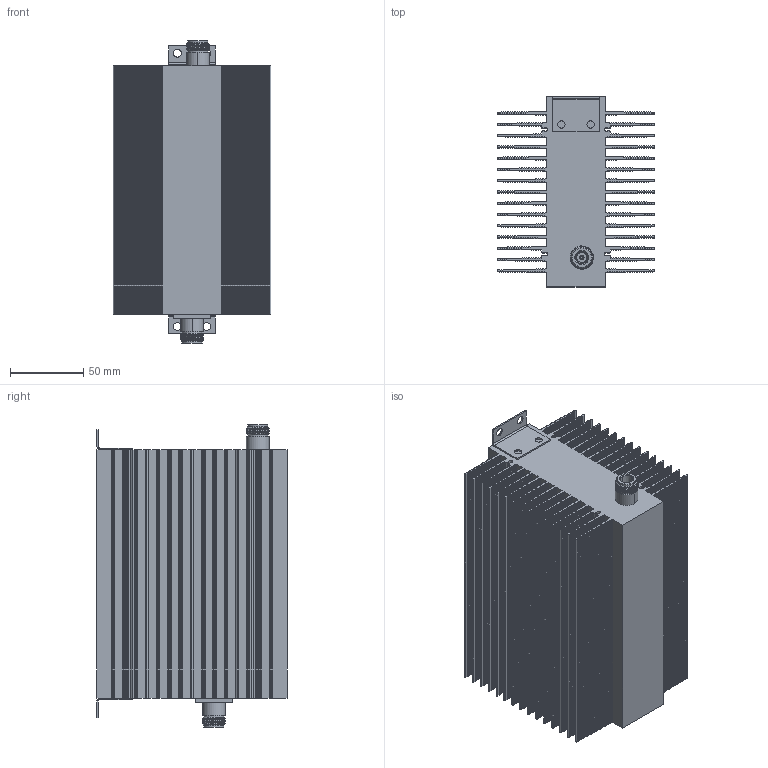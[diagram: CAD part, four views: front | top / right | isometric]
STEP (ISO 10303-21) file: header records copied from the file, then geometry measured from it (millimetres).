
FILE_DESCRIPTION (( 'STEP AP214' ), '1' );
FILE_NAME ('FMAT7484-40_3D.step', '2023-03-14T00:22:02', ( '' ), ( '' ), 'SwSTEP 2.0', 'SolidWorks 2022', '' );
FILE_SCHEMA (( 'AUTOMOTIVE_DESIGN' ));
Length unit declared in the file: inch
Products named in the file (6): Copy (2) of Bracket^FMAT7484-40; FMAT7484-40_3D; Copy of 200W^FMAT7484-40; Copy of N-Type^FMAT7484-40; Copy (2) of N-Type^FMAT7484-40; Copy of Bracket^FMAT7484-40
Assembly tree (5 placements, depth 2):
  FMAT7484-40_3D
    Copy of 200W^FMAT7484-40
    Copy of N-Type^FMAT7484-40
    Copy (2) of N-Type^FMAT7484-40
    Copy of Bracket^FMAT7484-40
    Copy (2) of Bracket^FMAT7484-40
Bounding box: 108 x 130 x 207.2 mm (x, y, z)
Volume: 1171247.7 mm3; surface area: 455911.1 mm2
Topology: 5 solids, 5 shells, 3520 faces, 10459 edges, 6964 vertices
Faces by surface type: plane 3311, cylinder 159, cone 44, bspline 6
Entity records: 118591 total; most frequent: CARTESIAN_POINT 23989, ORIENTED_EDGE 20918, DIRECTION 17651, EDGE_CURVE 10459, VECTOR 10003, LINE 10003, VERTEX_POINT 6964, AXIS2_PLACEMENT_3D 3824
